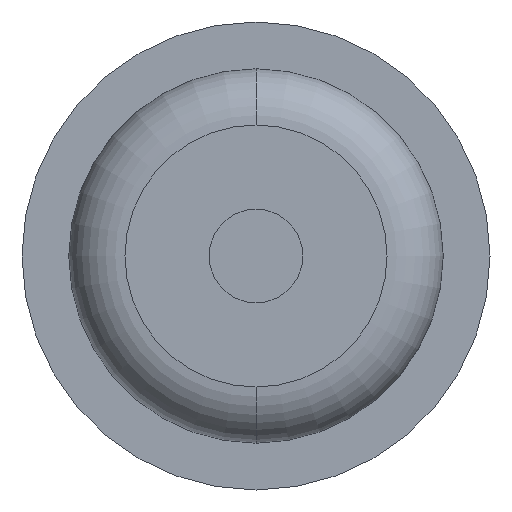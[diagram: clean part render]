
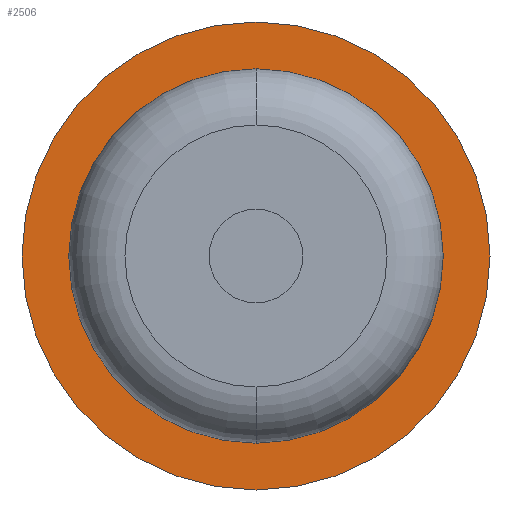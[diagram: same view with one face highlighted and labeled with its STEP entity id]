
A CAD part, front view. The second image highlights one B-rep face of the part: STEP entity #2506.
In plain terms, the highlighted planar face has unit normal (0, -1, 0).
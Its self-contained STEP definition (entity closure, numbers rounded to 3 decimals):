
#62 = CIRCLE ( 'NONE', #4013, 1. ) ;
#108 = DIRECTION ( 'NONE',  ( 0., 0., -1. ) ) ;
#143 = CARTESIAN_POINT ( 'NONE',  ( 0., 2.5, 0. ) ) ;
#240 = DIRECTION ( 'NONE',  ( 0., -1., 0. ) ) ;
#270 = EDGE_CURVE ( 'Defeature ausgef�hrt2_71+Defeature ausgef�hrt2_72+Defeature ausgef�hrt2_72+Defeature ausgef�hrt2_72', #1610, #3170, #3060, .T. ) ;
#366 = CARTESIAN_POINT ( 'NONE',  ( 0., 2.5, 0. ) ) ;
#551 = FACE_BOUND ( 'NONE', #616, .T. ) ;
#559 = ORIENTED_EDGE ( 'NONE', *, *, #4855, .T. ) ;
#614 = AXIS2_PLACEMENT_3D ( 'NONE', #1397, #4788, #1780 ) ;
#616 = EDGE_LOOP ( 'NONE', ( #1742, #3180 ) ) ;
#700 = CIRCLE ( 'NONE', #3699, 1.25 ) ;
#904 = EDGE_LOOP ( 'NONE', ( #3590, #559 ) ) ;
#906 = DIRECTION ( 'NONE',  ( 0., 0., -1. ) ) ;
#1020 = DIRECTION ( 'NONE',  ( 0., 0., -1. ) ) ;
#1116 = DIRECTION ( 'NONE',  ( 0., 0., -1. ) ) ;
#1223 = CIRCLE ( 'NONE', #2056, 1.25 ) ;
#1397 = CARTESIAN_POINT ( 'NONE',  ( 1., 2.5, 0. ) ) ;
#1610 = VERTEX_POINT ( 'NONE', #1947 ) ;
#1742 = ORIENTED_EDGE ( 'NONE', *, *, #270, .F. ) ;
#1780 = DIRECTION ( 'NONE',  ( 0., 0., -1. ) ) ;
#1947 = CARTESIAN_POINT ( 'NONE',  ( 0., 2.5, -1. ) ) ;
#1974 = CARTESIAN_POINT ( 'NONE',  ( 0., 2.5, 1. ) ) ;
#2056 = AXIS2_PLACEMENT_3D ( 'NONE', #366, #3407, #1116 ) ;
#2449 = EDGE_CURVE ( 'Defeature ausgef�hrt2_71+Defeature ausgef�hrt2_72+Defeature ausgef�hrt2_72+Defeature ausgef�hrt2_72', #3170, #1610, #62, .T. ) ;
#2506 = ADVANCED_FACE ( 'Defeature ausgef�hrt2_72', ( #4633, #551 ), #4001, .T. ) ;
#2791 = CARTESIAN_POINT ( 'NONE',  ( 0., 2.5, 0. ) ) ;
#3007 = CARTESIAN_POINT ( 'NONE',  ( 0., 2.5, 1.25 ) ) ;
#3060 = CIRCLE ( 'NONE', #4662, 1. ) ;
#3170 = VERTEX_POINT ( 'NONE', #1974 ) ;
#3180 = ORIENTED_EDGE ( 'NONE', *, *, #2449, .F. ) ;
#3215 = DIRECTION ( 'NONE',  ( 0., -1., 0. ) ) ;
#3407 = DIRECTION ( 'NONE',  ( 0., -1., 0. ) ) ;
#3590 = ORIENTED_EDGE ( 'NONE', *, *, #3707, .T. ) ;
#3699 = AXIS2_PLACEMENT_3D ( 'NONE', #143, #3215, #906 ) ;
#3707 = EDGE_CURVE ( 'Defeature ausgef�hrt2_72+Defeature ausgef�hrt2_73+Defeature ausgef�hrt2_73+Defeature ausgef�hrt2_73', #4340, #3943, #700, .T. ) ;
#3943 = VERTEX_POINT ( 'NONE', #3007 ) ;
#4001 = PLANE ( 'NONE',  #614 ) ;
#4013 = AXIS2_PLACEMENT_3D ( 'NONE', #2791, #240, #108 ) ;
#4060 = DIRECTION ( 'NONE',  ( 0., -1., 0. ) ) ;
#4340 = VERTEX_POINT ( 'NONE', #4582 ) ;
#4423 = CARTESIAN_POINT ( 'NONE',  ( 0., 2.5, 0. ) ) ;
#4582 = CARTESIAN_POINT ( 'NONE',  ( 0., 2.5, -1.25 ) ) ;
#4633 = FACE_OUTER_BOUND ( 'NONE', #904, .T. ) ;
#4662 = AXIS2_PLACEMENT_3D ( 'NONE', #4423, #4060, #1020 ) ;
#4788 = DIRECTION ( 'NONE',  ( 0., -1., 0. ) ) ;
#4855 = EDGE_CURVE ( 'Defeature ausgef�hrt2_72+Defeature ausgef�hrt2_73+Defeature ausgef�hrt2_73+Defeature ausgef�hrt2_73', #3943, #4340, #1223, .T. ) ;
